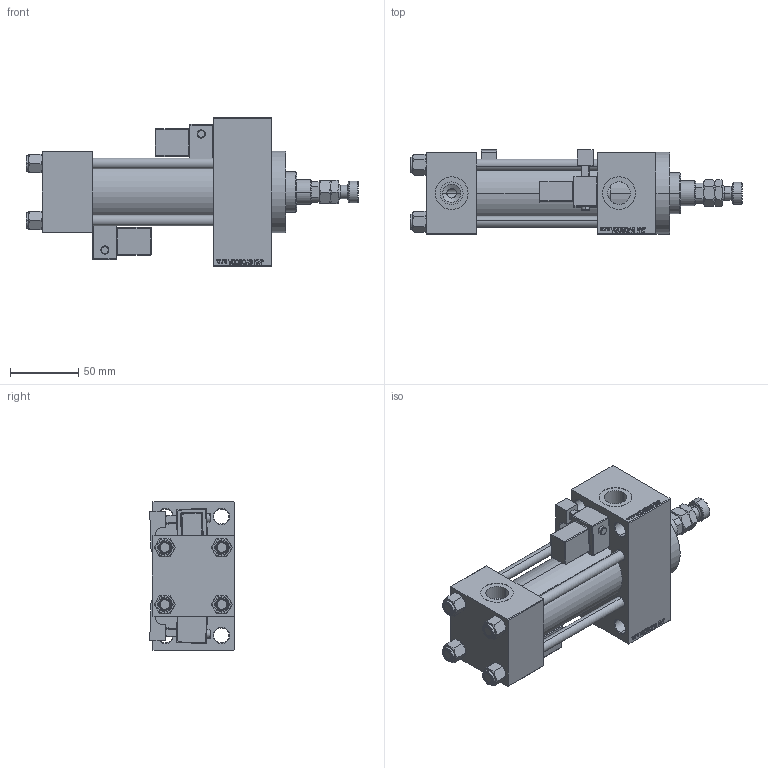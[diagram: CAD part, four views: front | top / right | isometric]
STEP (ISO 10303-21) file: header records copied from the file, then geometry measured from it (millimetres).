
FILE_DESCRIPTION (( 'STEP AP203' ), '1' );
FILE_NAME ('356b.STEP', '2022-04-14T17:51:37', ( '' ), ( '' ), 'SwSTEP 2.0', 'SolidWorks 2019', '' );
FILE_SCHEMA (( 'CONFIG_CONTROL_DESIGN' ));
Length unit declared in the file: millimetre
Products named in the file (8): MFA 0da40773004d2b9cd7214ce4a9da9580; 356b; V215CR_D_Body 0da40773004d2b9cd7214ce4a9da9580; V215_VC_A 0da40773004d2b9cd7214ce4a9da9580; V215CR_VCP_D 0da40773004d2b9cd7214ce4a9da9580; V215CR_D_TYCINKA 0da40773004d2b9cd7214ce4a9da9580; V215CR_MSU 0da40773004d2b9cd7214ce4a9da9580; NUT_M5_D 0da40773004d2b9cd7214ce4a9da9580
Assembly tree (14 placements, depth 2):
  356b
    V215CR_D_Body 0da40773004d2b9cd7214ce4a9da9580
    V215CR_VCP_D 0da40773004d2b9cd7214ce4a9da9580
    NUT_M5_D 0da40773004d2b9cd7214ce4a9da9580  x4
    V215CR_D_TYCINKA 0da40773004d2b9cd7214ce4a9da9580  x4
    V215_VC_A 0da40773004d2b9cd7214ce4a9da9580
    MFA 0da40773004d2b9cd7214ce4a9da9580
    V215CR_MSU 0da40773004d2b9cd7214ce4a9da9580  x2
Bounding box: 243 x 61.9 x 109 mm (x, y, z)
Volume: 584396.7 mm3; surface area: 149473.3 mm2
Topology: 14 solids, 14 shells, 1318 faces, 3235 edges, 2043 vertices
Faces by surface type: plane 574, bspline 368, cone 172, cylinder 156, torus 24, sphere 24
Entity records: 51300 total; most frequent: CARTESIAN_POINT 25980, ORIENTED_EDGE 5580, DIRECTION 3836, EDGE_CURVE 2790, VERTEX_POINT 1803, VECTOR 1630, LINE 1630, EDGE_LOOP 1259
